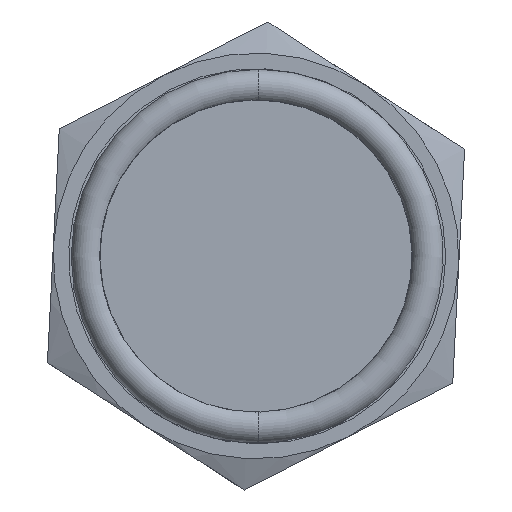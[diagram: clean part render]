
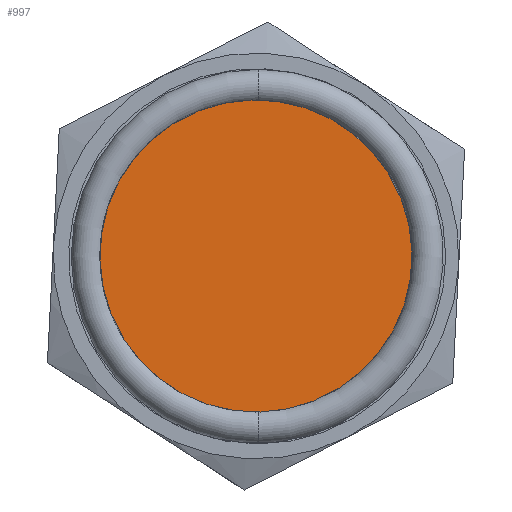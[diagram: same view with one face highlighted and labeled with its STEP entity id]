
A CAD part, left-side view. The second image highlights one B-rep face of the part: STEP entity #997.
In plain terms, the highlighted face is planar.
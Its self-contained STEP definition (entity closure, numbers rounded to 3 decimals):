
#502 = CARTESIAN_POINT ( 'NONE',  ( 228., 0., 0. ) ) ;
#707 = VERTEX_POINT ( 'NONE', #4539 ) ;
#948 = DIRECTION ( 'NONE',  ( 0., -1., 0. ) ) ;
#997 = ADVANCED_FACE ( 'NONE', ( #3449 ), #4686, .F. ) ;
#1700 = AXIS2_PLACEMENT_3D ( 'NONE', #4987, #4559, #948 ) ;
#1713 = DIRECTION ( 'NONE',  ( 0., -1., 0. ) ) ;
#1925 = AXIS2_PLACEMENT_3D ( 'NONE', #502, #3072, #3371 ) ;
#2474 = ORIENTED_EDGE ( 'NONE', *, *, #4787, .F. ) ;
#2501 = CARTESIAN_POINT ( 'NONE',  ( 228., -11., 0. ) ) ;
#2683 = ORIENTED_EDGE ( 'NONE', *, *, #4750, .F. ) ;
#2787 = VERTEX_POINT ( 'NONE', #2501 ) ;
#3072 = DIRECTION ( 'NONE',  ( -1., 0., 0. ) ) ;
#3371 = DIRECTION ( 'NONE',  ( 0., -1., 0. ) ) ;
#3409 = CARTESIAN_POINT ( 'NONE',  ( 228., 0., 0. ) ) ;
#3449 = FACE_OUTER_BOUND ( 'NONE', #4778, .T. ) ;
#3796 = DIRECTION ( 'NONE',  ( -1., 0., 0. ) ) ;
#4512 = AXIS2_PLACEMENT_3D ( 'NONE', #3409, #3796, #1713 ) ;
#4539 = CARTESIAN_POINT ( 'NONE',  ( 228., 11., 0. ) ) ;
#4559 = DIRECTION ( 'NONE',  ( -1., 0., 0. ) ) ;
#4674 = CIRCLE ( 'NONE', #4512, 11. ) ;
#4686 = PLANE ( 'NONE',  #1925 ) ;
#4750 = EDGE_CURVE ( 'NONE', #2787, #707, #4674, .T. ) ;
#4778 = EDGE_LOOP ( 'NONE', ( #2683, #2474 ) ) ;
#4787 = EDGE_CURVE ( 'NONE', #707, #2787, #5012, .T. ) ;
#4987 = CARTESIAN_POINT ( 'NONE',  ( 228., 0., 0. ) ) ;
#5012 = CIRCLE ( 'NONE', #1700, 11. ) ;
